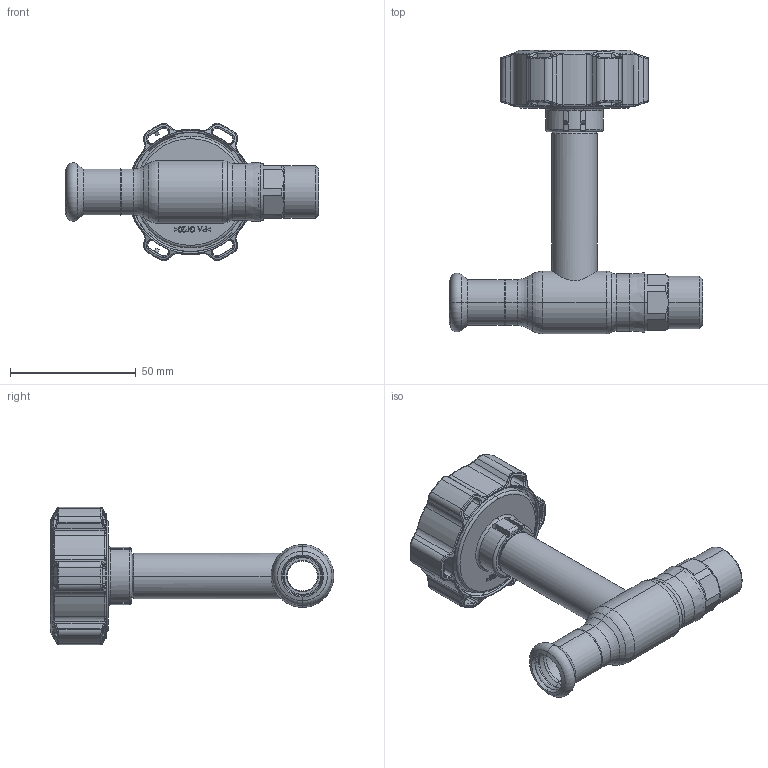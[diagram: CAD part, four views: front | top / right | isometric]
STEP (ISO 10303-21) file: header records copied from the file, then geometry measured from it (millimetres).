
FILE_DESCRIPTION (( 'STEP AP214' ), '1' );
FILE_NAME ('2010001211-0200.step', '2023-12-12T09:02:55', ( '' ), ( '' ), 'SwSTEP 2.0', 'SolidWorks 2021', '' );
FILE_SCHEMA (( 'AUTOMOTIVE_DESIGN' ));
Length unit declared in the file: millimetre
Products named in the file (1): 2010001211-0200
Bounding box: 100.8 x 112.9 x 54.57 mm (x, y, z)
Surface area: 27820.5 mm2 (no closed solid volume)
Topology: 0 solids, 11 shells, 544 faces, 1619 edges, 1054 vertices
Faces by surface type: bspline 173, cylinder 129, plane 99, torus 79, cone 64
Entity records: 33952 total; most frequent: CARTESIAN_POINT 15105, ORIENTED_EDGE 2848, DIRECTION 2249, EDGE_CURVE 1619, VERTEX_POINT 1054, AXIS2_PLACEMENT_3D 902, B_SPLINE_CURVE_WITH_KNOTS 614, EDGE_LOOP 577
